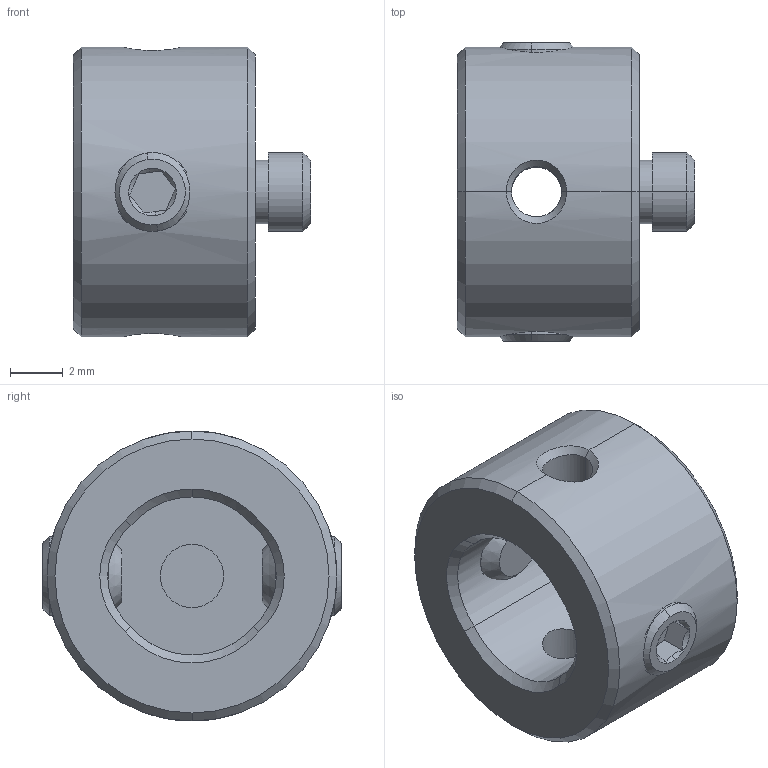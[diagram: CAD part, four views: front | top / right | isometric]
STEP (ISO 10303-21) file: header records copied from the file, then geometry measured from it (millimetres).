
FILE_DESCRIPTION (( 'STEP AP214' ), '1' );
FILE_NAME ('2.4.2.5_LZZ-C6M_M3蛌6mm籵謂.STEP', '2021-07-28T01:10:11', ( 'Microsoft' ), ( 'Microsoft' ), 'SwSTEP 2.0', 'SolidWorks 2018', '' );
FILE_SCHEMA (( 'AUTOMOTIVE_DESIGN' ));
Length unit declared in the file: millimetre
Products named in the file (1): 2.4.2.5_LZZ-C6M_M3蛌6mm籵謂
Bounding box: 9 x 11.31 x 11 mm (x, y, z)
Surface area: 628.6 mm2 (no closed solid volume)
Topology: 0 solids, 4 shells, 75 faces, 181 edges, 112 vertices
Faces by surface type: cone 23, cylinder 23, plane 21, bspline 8
Entity records: 7870 total; most frequent: CARTESIAN_POINT 5369, ORIENTED_EDGE 353, DIRECTION 311, EDGE_CURVE 181, AXIS2_PLACEMENT_3D 121, VERTEX_POINT 112, EDGE_LOOP 84, UNCERTAINTY_MEASURE_WITH_UNIT 77
